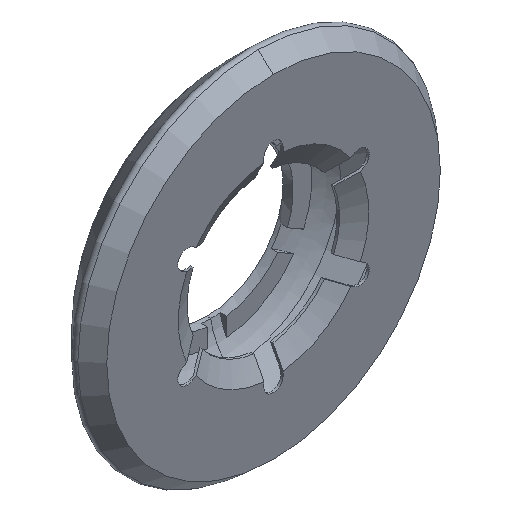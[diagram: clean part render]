
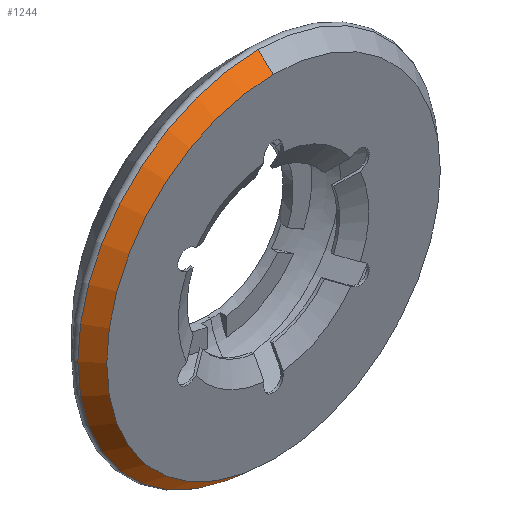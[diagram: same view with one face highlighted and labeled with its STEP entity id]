
A CAD part, isometric view. The second image highlights one B-rep face of the part: STEP entity #1244.
In plain terms, the highlighted conical face has half-angle 40 degrees and reference radius 17.5 mm.
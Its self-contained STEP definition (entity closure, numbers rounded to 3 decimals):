
#49 = CARTESIAN_POINT ( 'NONE',  ( 0., 1.649, -18.884 ) ) ;
#120 = EDGE_CURVE ( 'NONE', #571, #1332, #1984, .T. ) ;
#136 = EDGE_CURVE ( 'NONE', #1332, #514, #2377, .T. ) ;
#154 = CARTESIAN_POINT ( 'NONE',  ( 0., 0., 17.5 ) ) ;
#171 = DIRECTION ( 'NONE',  ( 0., 1., 0. ) ) ;
#216 = AXIS2_PLACEMENT_3D ( 'NONE', #945, #1153, #2375 ) ;
#230 = CIRCLE ( 'NONE', #2059, 18.884 ) ;
#249 = CARTESIAN_POINT ( 'NONE',  ( -18.884, 1.649, 0. ) ) ;
#353 = DIRECTION ( 'NONE',  ( 0., 0.766, -0.643 ) ) ;
#514 = VERTEX_POINT ( 'NONE', #2332 ) ;
#571 = VERTEX_POINT ( 'NONE', #692 ) ;
#614 = DIRECTION ( 'NONE',  ( 0., 1., 0. ) ) ;
#632 = VERTEX_POINT ( 'NONE', #49 ) ;
#692 = CARTESIAN_POINT ( 'NONE',  ( 0., 0., -17.5 ) ) ;
#703 = CARTESIAN_POINT ( 'NONE',  ( 0., 1.649, 0. ) ) ;
#938 = CIRCLE ( 'NONE', #216, 18.884 ) ;
#945 = CARTESIAN_POINT ( 'NONE',  ( 0., 1.649, 0. ) ) ;
#1129 = EDGE_CURVE ( 'NONE', #2119, #632, #230, .T. ) ;
#1153 = DIRECTION ( 'NONE',  ( 0., -1., 0. ) ) ;
#1216 = LINE ( 'NONE', #2204, #2557 ) ;
#1244 = ADVANCED_FACE ( 'NONE', ( #1418 ), #2396, .T. ) ;
#1271 = ORIENTED_EDGE ( 'NONE', *, *, #1276, .F. ) ;
#1276 = EDGE_CURVE ( 'NONE', #571, #632, #1216, .T. ) ;
#1293 = DIRECTION ( 'NONE',  ( 0., -1., 0. ) ) ;
#1326 = DIRECTION ( 'NONE',  ( 0., 0., 1. ) ) ;
#1332 = VERTEX_POINT ( 'NONE', #154 ) ;
#1382 = VECTOR ( 'NONE', #2547, 1000. ) ;
#1418 = FACE_OUTER_BOUND ( 'NONE', #2412, .T. ) ;
#1511 = DIRECTION ( 'NONE',  ( 0., 0., 1. ) ) ;
#1558 = CARTESIAN_POINT ( 'NONE',  ( 0., 0., 0. ) ) ;
#1617 = DIRECTION ( 'NONE',  ( 0., 0., 1. ) ) ;
#1645 = ORIENTED_EDGE ( 'NONE', *, *, #2349, .T. ) ;
#1647 = ORIENTED_EDGE ( 'NONE', *, *, #1129, .T. ) ;
#1651 = ORIENTED_EDGE ( 'NONE', *, *, #120, .T. ) ;
#1976 = CARTESIAN_POINT ( 'NONE',  ( 0., 0., 17.5 ) ) ;
#1984 = CIRCLE ( 'NONE', #2231, 17.5 ) ;
#2059 = AXIS2_PLACEMENT_3D ( 'NONE', #703, #1293, #1511 ) ;
#2119 = VERTEX_POINT ( 'NONE', #249 ) ;
#2204 = CARTESIAN_POINT ( 'NONE',  ( 0., 0., -17.5 ) ) ;
#2231 = AXIS2_PLACEMENT_3D ( 'NONE', #1558, #171, #1326 ) ;
#2332 = CARTESIAN_POINT ( 'NONE',  ( 0., 1.649, 18.884 ) ) ;
#2349 = EDGE_CURVE ( 'NONE', #514, #2119, #938, .T. ) ;
#2375 = DIRECTION ( 'NONE',  ( 0., 0., 1. ) ) ;
#2377 = LINE ( 'NONE', #1976, #1382 ) ;
#2396 = CONICAL_SURFACE ( 'NONE', #2604, 17.5, 0.698 ) ;
#2403 = CARTESIAN_POINT ( 'NONE',  ( 0., 0., 0. ) ) ;
#2412 = EDGE_LOOP ( 'NONE', ( #1271, #1651, #2570, #1645, #1647 ) ) ;
#2547 = DIRECTION ( 'NONE',  ( 0., 0.766, 0.643 ) ) ;
#2557 = VECTOR ( 'NONE', #353, 1000. ) ;
#2570 = ORIENTED_EDGE ( 'NONE', *, *, #136, .T. ) ;
#2604 = AXIS2_PLACEMENT_3D ( 'NONE', #2403, #614, #1617 ) ;
